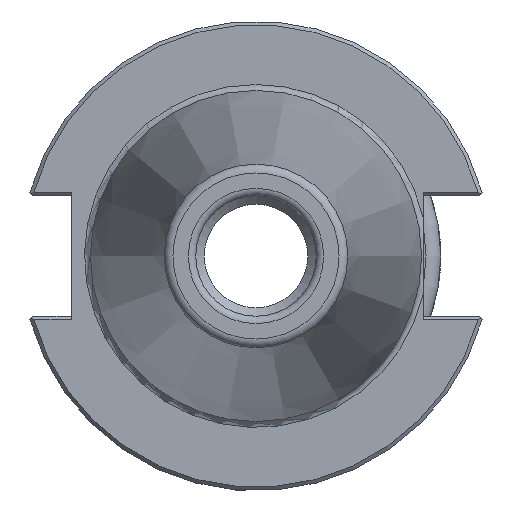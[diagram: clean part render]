
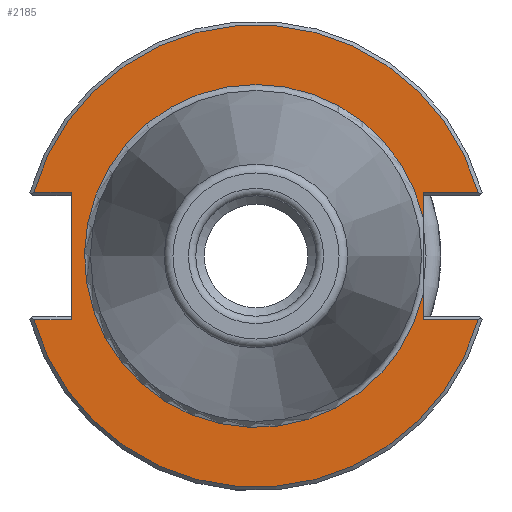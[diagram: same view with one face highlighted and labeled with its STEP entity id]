
A CAD part, left-side view. The second image highlights one B-rep face of the part: STEP entity #2185.
In plain terms, the highlighted planar face has unit normal (-1, 0, 0).
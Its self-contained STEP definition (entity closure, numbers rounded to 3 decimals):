
#72=CIRCLE('',#2321,31.275);
#74=CIRCLE('',#2325,23.2);
#75=CIRCLE('',#2326,23.2);
#76=CIRCLE('',#2327,31.275);
#280=FACE_OUTER_BOUND('',#396,.T.);
#396=EDGE_LOOP('',(#1447,#1448,#1449,#1450,#1451,#1452,#1453,#1454,#1455,
#1456,#1457));
#569=LINE('',#3249,#691);
#576=LINE('',#3322,#698);
#580=LINE('',#3330,#702);
#581=LINE('',#3335,#703);
#582=LINE('',#3339,#704);
#583=LINE('',#3341,#705);
#584=LINE('',#3342,#706);
#691=VECTOR('',#2590,10.);
#698=VECTOR('',#2609,10.);
#702=VECTOR('',#2615,10.);
#703=VECTOR('',#2620,10.);
#704=VECTOR('',#2623,10.);
#705=VECTOR('',#2624,10.);
#706=VECTOR('',#2625,10.);
#813=VERTEX_POINT('',#3246);
#814=VERTEX_POINT('',#3248);
#825=VERTEX_POINT('',#3304);
#829=VERTEX_POINT('',#3317);
#830=VERTEX_POINT('',#3321);
#833=VERTEX_POINT('',#3329);
#834=VERTEX_POINT('',#3331);
#835=VERTEX_POINT('',#3333);
#836=VERTEX_POINT('',#3336);
#837=VERTEX_POINT('',#3338);
#838=VERTEX_POINT('',#3340);
#1062=EDGE_CURVE('',#813,#814,#569,.T.);
#1076=EDGE_CURVE('',#814,#825,#72,.T.);
#1081=EDGE_CURVE('',#829,#830,#576,.T.);
#1085=EDGE_CURVE('',#813,#833,#580,.T.);
#1086=EDGE_CURVE('',#833,#834,#74,.T.);
#1087=EDGE_CURVE('',#834,#835,#75,.T.);
#1088=EDGE_CURVE('',#835,#830,#581,.T.);
#1089=EDGE_CURVE('',#836,#829,#76,.T.);
#1090=EDGE_CURVE('',#837,#836,#582,.T.);
#1091=EDGE_CURVE('',#837,#838,#583,.T.);
#1092=EDGE_CURVE('',#825,#838,#584,.T.);
#1447=ORIENTED_EDGE('',*,*,#1085,.T.);
#1448=ORIENTED_EDGE('',*,*,#1086,.T.);
#1449=ORIENTED_EDGE('',*,*,#1087,.T.);
#1450=ORIENTED_EDGE('',*,*,#1088,.T.);
#1451=ORIENTED_EDGE('',*,*,#1081,.F.);
#1452=ORIENTED_EDGE('',*,*,#1089,.F.);
#1453=ORIENTED_EDGE('',*,*,#1090,.F.);
#1454=ORIENTED_EDGE('',*,*,#1091,.T.);
#1455=ORIENTED_EDGE('',*,*,#1092,.F.);
#1456=ORIENTED_EDGE('',*,*,#1076,.F.);
#1457=ORIENTED_EDGE('',*,*,#1062,.F.);
#2134=PLANE('',#2324);
#2185=ADVANCED_FACE('',(#280),#2134,.T.);
#2321=AXIS2_PLACEMENT_3D('',#3305,#2603,#2604);
#2324=AXIS2_PLACEMENT_3D('',#3328,#2613,#2614);
#2325=AXIS2_PLACEMENT_3D('',#3332,#2616,#2617);
#2326=AXIS2_PLACEMENT_3D('',#3334,#2618,#2619);
#2327=AXIS2_PLACEMENT_3D('',#3337,#2621,#2622);
#2590=DIRECTION('',(0.,-1.,0.));
#2603=DIRECTION('center_axis',(1.,0.,0.));
#2604=DIRECTION('ref_axis',(0.,0.,-1.));
#2609=DIRECTION('',(0.,1.,0.));
#2613=DIRECTION('center_axis',(-1.,0.,0.));
#2614=DIRECTION('ref_axis',(0.,0.,1.));
#2615=DIRECTION('',(0.,0.,1.));
#2616=DIRECTION('center_axis',(1.,0.,0.));
#2617=DIRECTION('ref_axis',(0.,0.,-1.));
#2618=DIRECTION('center_axis',(1.,0.,0.));
#2619=DIRECTION('ref_axis',(0.,0.,-1.));
#2620=DIRECTION('',(0.,0.,1.));
#2621=DIRECTION('center_axis',(1.,0.,0.));
#2622=DIRECTION('ref_axis',(0.,0.,-1.));
#2623=DIRECTION('',(0.,1.,0.));
#2624=DIRECTION('',(0.,0.,-1.));
#2625=DIRECTION('',(0.,-1.,0.));
#3246=CARTESIAN_POINT('',(3.175,-22.6,-8.65));
#3248=CARTESIAN_POINT('',(3.175,-30.055,-8.65));
#3249=CARTESIAN_POINT('',(3.175,-7.663,-8.65));
#3304=CARTESIAN_POINT('',(3.175,30.055,-8.65));
#3305=CARTESIAN_POINT('Origin',(3.175,0.,0.));
#3317=CARTESIAN_POINT('',(3.175,-30.055,8.65));
#3321=CARTESIAN_POINT('',(3.175,-22.6,8.65));
#3322=CARTESIAN_POINT('',(3.175,4.337,8.65));
#3328=CARTESIAN_POINT('Origin',(3.175,31.275,0.));
#3329=CARTESIAN_POINT('',(3.175,-22.6,-5.242));
#3330=CARTESIAN_POINT('',(3.175,-22.6,-4.075));
#3331=CARTESIAN_POINT('',(3.175,0.,23.2));
#3332=CARTESIAN_POINT('Origin',(3.175,0.,0.));
#3333=CARTESIAN_POINT('',(3.175,-22.6,5.242));
#3334=CARTESIAN_POINT('Origin',(3.175,0.,0.));
#3335=CARTESIAN_POINT('',(3.175,-22.6,-4.075));
#3336=CARTESIAN_POINT('',(3.175,30.055,8.65));
#3337=CARTESIAN_POINT('Origin',(3.175,0.,0.));
#3338=CARTESIAN_POINT('',(3.175,25.,8.65));
#3339=CARTESIAN_POINT('',(3.175,35.637,8.65));
#3340=CARTESIAN_POINT('',(3.175,25.,-8.65));
#3341=CARTESIAN_POINT('',(3.175,25.,4.075));
#3342=CARTESIAN_POINT('',(3.175,28.137,-8.65));
